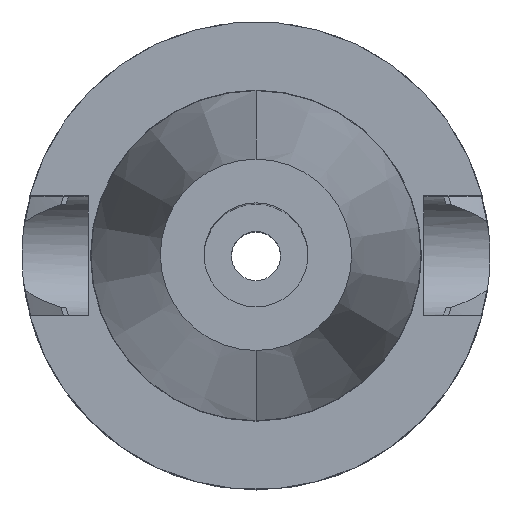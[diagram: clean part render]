
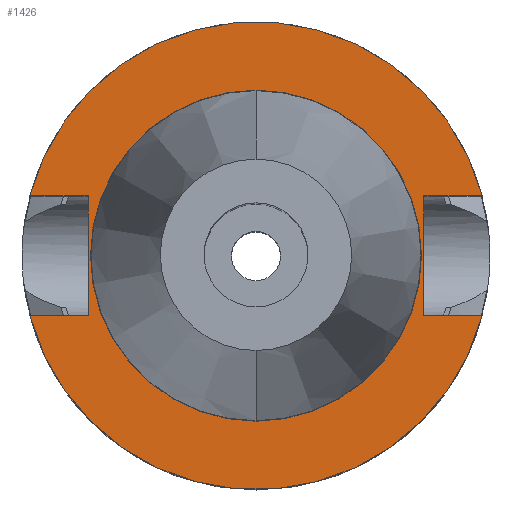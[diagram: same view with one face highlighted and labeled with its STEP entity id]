
A CAD part, top view. The second image highlights one B-rep face of the part: STEP entity #1426.
In plain terms, the highlighted planar face has unit normal (0, 0, 1).
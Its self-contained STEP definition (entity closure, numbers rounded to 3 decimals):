
#296=CARTESIAN_POINT('',(0.,0.,-2.));
#297=DIRECTION('',(0.,0.,1.));
#298=DIRECTION('',(0.967,0.256,0.));
#299=AXIS2_PLACEMENT_3D('',#296,#297,#298);
#311=CARTESIAN_POINT('',(0.,0.,-2.));
#312=DIRECTION('',(0.,0.,1.));
#313=DIRECTION('',(-0.967,-0.256,0.));
#314=AXIS2_PLACEMENT_3D('',#311,#312,#313);
#334=DIRECTION('',(0.,1.,0.));
#335=VECTOR('',#334,16.1);
#336=CARTESIAN_POINT('',(-22.6,-8.05,-2.));
#337=LINE('',#336,#335);
#341=DIRECTION('',(1.,0.,0.));
#342=VECTOR('',#341,7.854);
#343=CARTESIAN_POINT('',(-30.454,8.05,-2.));
#344=LINE('',#343,#342);
#348=DIRECTION('',(-1.,0.,0.));
#349=VECTOR('',#348,7.854);
#350=CARTESIAN_POINT('',(30.454,8.05,-2.));
#351=LINE('',#350,#349);
#355=DIRECTION('',(0.,1.,0.));
#356=VECTOR('',#355,16.1);
#357=CARTESIAN_POINT('',(22.6,-8.05,-2.));
#358=LINE('',#357,#356);
#362=DIRECTION('',(-1.,0.,0.));
#363=VECTOR('',#362,7.854);
#364=CARTESIAN_POINT('',(30.454,-8.05,-2.));
#365=LINE('',#364,#363);
#369=DIRECTION('',(1.,0.,0.));
#370=VECTOR('',#369,7.854);
#371=CARTESIAN_POINT('',(-30.454,-8.05,-2.));
#372=LINE('',#371,#370);
#390=CARTESIAN_POINT('',(0.,0.,-2.));
#391=DIRECTION('',(0.,0.,1.));
#392=DIRECTION('',(0.,1.,0.));
#393=AXIS2_PLACEMENT_3D('',#390,#391,#392);
#398=CARTESIAN_POINT('',(0.,0.,-2.));
#399=DIRECTION('',(0.,0.,-1.));
#400=DIRECTION('',(0.,1.,0.));
#401=AXIS2_PLACEMENT_3D('',#398,#399,#400);
#1023=CARTESIAN_POINT('',(0.,22.162,-2.));
#1025=VERTEX_POINT('',#1023);
#1033=CARTESIAN_POINT('',(0.,-22.162,-2.));
#1035=VERTEX_POINT('',#1033);
#1063=CARTESIAN_POINT('',(30.454,8.05,-2.));
#1064=VERTEX_POINT('',#1063);
#1065=CARTESIAN_POINT('',(30.454,-8.05,-2.));
#1066=VERTEX_POINT('',#1065);
#1067=CARTESIAN_POINT('',(22.6,-8.05,-2.));
#1068=CARTESIAN_POINT('',(22.6,8.05,-2.));
#1069=VERTEX_POINT('',#1067);
#1070=VERTEX_POINT('',#1068);
#1091=CARTESIAN_POINT('',(-30.454,8.05,-2.));
#1092=VERTEX_POINT('',#1091);
#1093=CARTESIAN_POINT('',(-30.454,-8.05,-2.));
#1094=VERTEX_POINT('',#1093);
#1095=CARTESIAN_POINT('',(-22.6,-8.05,-2.));
#1096=CARTESIAN_POINT('',(-22.6,8.05,-2.));
#1097=VERTEX_POINT('',#1095);
#1098=VERTEX_POINT('',#1096);
#1401=CARTESIAN_POINT('',(0.,0.,-2.));
#1402=DIRECTION('',(0.,0.,-1.));
#1403=DIRECTION('',(0.,-1.,0.));
#1404=AXIS2_PLACEMENT_3D('',#1401,#1402,#1403);
#1405=PLANE('',#1404);
#1407=ORIENTED_EDGE('',*,*,#1406,.T.);
#1408=ORIENTED_EDGE('',*,*,#1360,.F.);
#1409=ORIENTED_EDGE('',*,*,#1381,.F.);
#1410=ORIENTED_EDGE('',*,*,#1314,.T.);
#1412=ORIENTED_EDGE('',*,*,#1411,.F.);
#1414=ORIENTED_EDGE('',*,*,#1413,.F.);
#1415=ORIENTED_EDGE('',*,*,#1393,.F.);
#1417=ORIENTED_EDGE('',*,*,#1416,.T.);
#1418=EDGE_LOOP('',(#1407,#1408,#1409,#1410,#1412,#1414,#1415,#1417));
#1419=FACE_OUTER_BOUND('',#1418,.F.);
#1421=ORIENTED_EDGE('',*,*,#1420,.T.);
#1423=ORIENTED_EDGE('',*,*,#1422,.F.);
#1424=EDGE_LOOP('',(#1421,#1423));
#1425=FACE_BOUND('',#1424,.F.);
#300=CIRCLE('',#299,31.5);
#315=CIRCLE('',#314,31.5);
#394=CIRCLE('',#393,22.162);
#402=CIRCLE('',#401,22.162);
#1314=EDGE_CURVE('',#1064,#1070,#351,.T.);
#1360=EDGE_CURVE('',#1092,#1098,#344,.T.);
#1381=EDGE_CURVE('',#1064,#1092,#300,.T.);
#1393=EDGE_CURVE('',#1094,#1066,#315,.T.);
#1406=EDGE_CURVE('',#1097,#1098,#337,.T.);
#1411=EDGE_CURVE('',#1069,#1070,#358,.T.);
#1413=EDGE_CURVE('',#1066,#1069,#365,.T.);
#1416=EDGE_CURVE('',#1094,#1097,#372,.T.);
#1420=EDGE_CURVE('',#1025,#1035,#394,.T.);
#1422=EDGE_CURVE('',#1025,#1035,#402,.T.);
#1426=ADVANCED_FACE('',(#1419,#1425),#1405,.F.);
